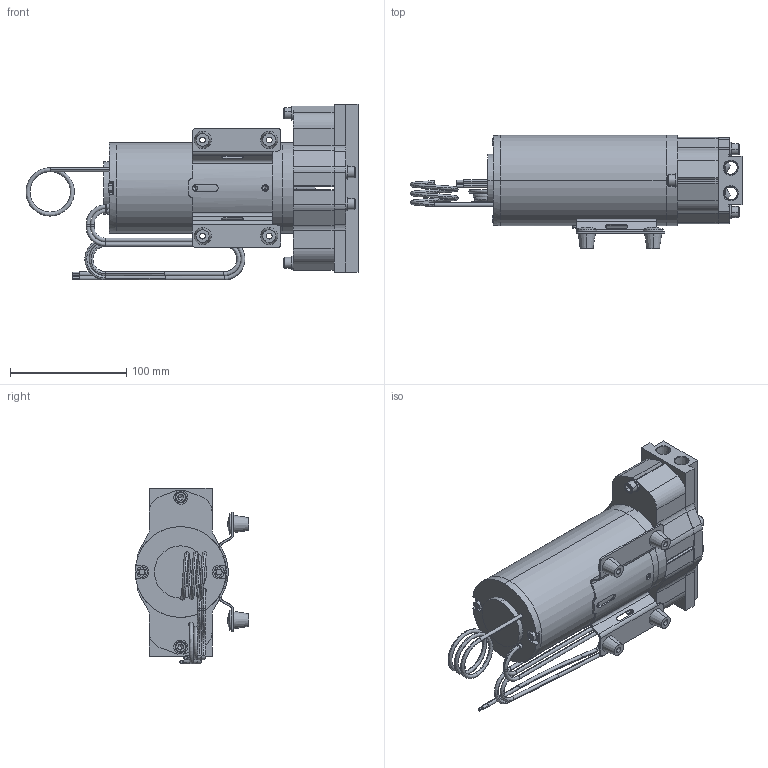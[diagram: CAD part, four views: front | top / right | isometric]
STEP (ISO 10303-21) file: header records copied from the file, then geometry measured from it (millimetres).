
FILE_DESCRIPTION (( 'STEP AP203' ), '1' );
FILE_NAME ('112T-M8215.STEP', '2017-07-28T17:25:40', ( 'admin' ), ( 'Hewlett-Packard Company' ), 'SwSTEP 2.0', 'SolidWorks 2017', '' );
FILE_SCHEMA (( 'CONFIG_CONTROL_DESIGN' ));
Length unit declared in the file: inch
Products named in the file (1): 112T-M8215
Bounding box: 285.28 x 97.56 x 151.2 mm (x, y, z)
Volume: 1118149.3 mm3; surface area: 226172.9 mm2
Topology: 22 solids, 22 shells, 701 faces, 1695 edges, 1058 vertices
Faces by surface type: cylinder 273, plane 268, cone 94, bspline 30, torus 28, sphere 8
Entity records: 24638 total; most frequent: CARTESIAN_POINT 8001, DIRECTION 3607, ORIENTED_EDGE 3326, EDGE_CURVE 1663, AXIS2_PLACEMENT_3D 1392, VERTEX_POINT 1058, LINE 823, VECTOR 823
